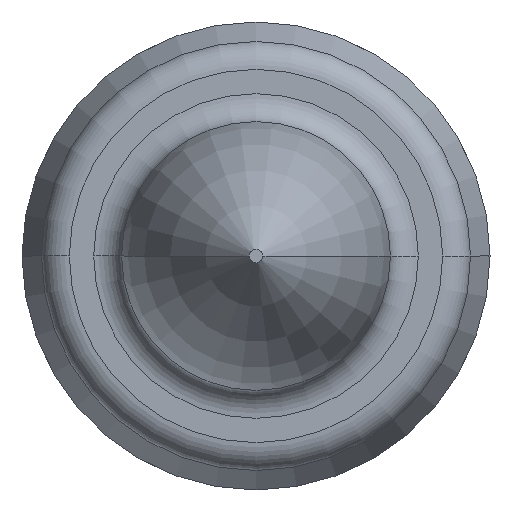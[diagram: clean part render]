
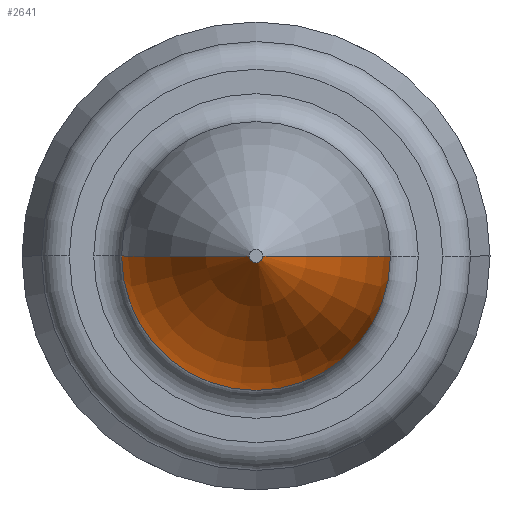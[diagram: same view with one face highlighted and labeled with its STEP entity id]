
A CAD part, front view. The second image highlights one B-rep face of the part: STEP entity #2641.
In plain terms, the highlighted toroidal (fillet/blend) face has major radius 0.644 mm and minor radius 0.889 mm.
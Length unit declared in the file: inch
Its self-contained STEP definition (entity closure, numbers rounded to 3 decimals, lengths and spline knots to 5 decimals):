
#76 = AXIS2_PLACEMENT_3D ( 'NONE', #1809, #1826, #1837 ) ;
#240 = DIRECTION ( 'NONE',  ( 0., -1., 0. ) ) ;
#366 = AXIS2_PLACEMENT_3D ( 'NONE', #3859, #240, #2711 ) ;
#398 = CARTESIAN_POINT ( 'NONE',  ( -0.00965, -0.2147, 0. ) ) ;
#484 = CARTESIAN_POINT ( 'NONE',  ( 0., -0.2147, 0. ) ) ;
#497 = DIRECTION ( 'NONE',  ( 0., -1., 0. ) ) ;
#697 = TOROIDAL_SURFACE ( 'NONE', #366, -0.02534, 0.035 ) ;
#760 = EDGE_CURVE ( 'NONE', #770, #4206, #1046, .T. ) ;
#770 = VERTEX_POINT ( 'NONE', #1864 ) ;
#1046 = CIRCLE ( 'NONE', #76, 0.035 ) ;
#1089 = ORIENTED_EDGE ( 'NONE', *, *, #2434, .F. ) ;
#1442 = DIRECTION ( 'NONE',  ( 0., 0., 1. ) ) ;
#1610 = CARTESIAN_POINT ( 'NONE',  ( 0., -0.2377, 0. ) ) ;
#1809 = CARTESIAN_POINT ( 'NONE',  ( -0.02534, -0.21409, 0. ) ) ;
#1826 = DIRECTION ( 'NONE',  ( 0., 0., -1. ) ) ;
#1837 = DIRECTION ( 'NONE',  ( -1., 0., 0. ) ) ;
#1864 = CARTESIAN_POINT ( 'NONE',  ( 0.00965, -0.2147, 0. ) ) ;
#1964 = DIRECTION ( 'NONE',  ( 1., 0., 0. ) ) ;
#2195 = EDGE_CURVE ( 'NONE', #2628, #4206, #2712, .T. ) ;
#2430 = CARTESIAN_POINT ( 'NONE',  ( 0.02534, -0.21409, 0. ) ) ;
#2434 = EDGE_CURVE ( 'NONE', #2893, #2628, #3482, .T. ) ;
#2486 = CARTESIAN_POINT ( 'NONE',  ( -0.0005, -0.2377, 0. ) ) ;
#2628 = VERTEX_POINT ( 'NONE', #2486 ) ;
#2641 = ADVANCED_FACE ( 'NONE', ( #3091 ), #697, .T. ) ;
#2689 = AXIS2_PLACEMENT_3D ( 'NONE', #484, #497, #4450 ) ;
#2711 = DIRECTION ( 'NONE',  ( 1., 0., 0. ) ) ;
#2712 = CIRCLE ( 'NONE', #3068, 0.0005 ) ;
#2886 = ORIENTED_EDGE ( 'NONE', *, *, #760, .T. ) ;
#2893 = VERTEX_POINT ( 'NONE', #398 ) ;
#3068 = AXIS2_PLACEMENT_3D ( 'NONE', #1610, #4094, #1964 ) ;
#3091 = FACE_OUTER_BOUND ( 'NONE', #4302, .T. ) ;
#3175 = EDGE_CURVE ( 'NONE', #2893, #770, #3608, .T. ) ;
#3343 = ORIENTED_EDGE ( 'NONE', *, *, #2195, .F. ) ;
#3482 = CIRCLE ( 'NONE', #3607, 0.035 ) ;
#3533 = ORIENTED_EDGE ( 'NONE', *, *, #3175, .T. ) ;
#3575 = CARTESIAN_POINT ( 'NONE',  ( 0.0005, -0.2377, 0. ) ) ;
#3607 = AXIS2_PLACEMENT_3D ( 'NONE', #2430, #1442, #4352 ) ;
#3608 = CIRCLE ( 'NONE', #2689, 0.00965 ) ;
#3859 = CARTESIAN_POINT ( 'NONE',  ( 0., -0.21409, 0. ) ) ;
#4094 = DIRECTION ( 'NONE',  ( 0., -1., 0. ) ) ;
#4206 = VERTEX_POINT ( 'NONE', #3575 ) ;
#4302 = EDGE_LOOP ( 'NONE', ( #1089, #3533, #2886, #3343 ) ) ;
#4352 = DIRECTION ( 'NONE',  ( 1., 0., 0. ) ) ;
#4450 = DIRECTION ( 'NONE',  ( 1., 0., 0. ) ) ;
